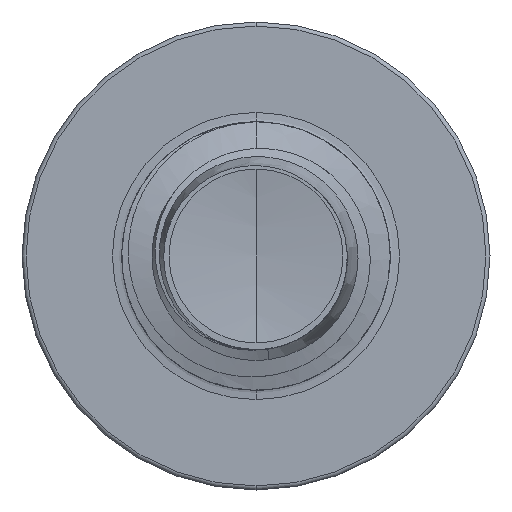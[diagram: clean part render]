
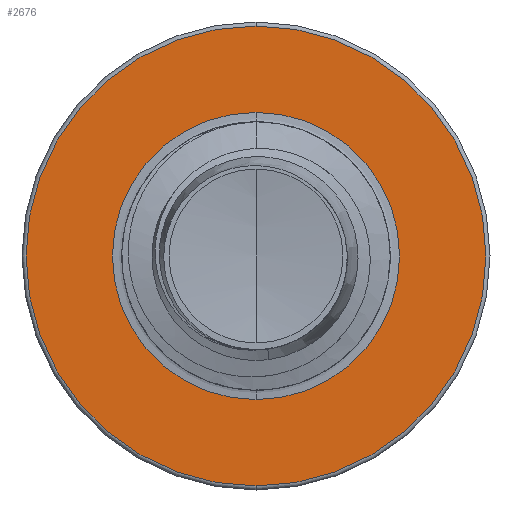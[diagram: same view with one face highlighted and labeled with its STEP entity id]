
A CAD part, front view. The second image highlights one B-rep face of the part: STEP entity #2676.
In plain terms, the highlighted planar face has unit normal (0, -1, 0).
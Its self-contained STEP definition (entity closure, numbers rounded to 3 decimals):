
#1881 = EDGE_CURVE ( 'NONE', #19082, #21822, #6046, .T. ) ;
#1923 = EDGE_CURVE ( 'NONE', #22938, #20160, #17185, .T. ) ;
#2676 = ADVANCED_FACE ( 'NONE', ( #17940, #18384 ), #15133, .F. ) ;
#2975 = ORIENTED_EDGE ( 'NONE', *, *, #1923, .F. ) ;
#3261 = AXIS2_PLACEMENT_3D ( 'NONE', #14875, #14873, #14840 ) ;
#5044 = CARTESIAN_POINT ( 'NONE',  ( 0., 7.5, 0. ) ) ;
#5068 = DIRECTION ( 'NONE',  ( 0., 1., 0. ) ) ;
#5107 = DIRECTION ( 'NONE',  ( 0., 0., 1. ) ) ;
#6046 = CIRCLE ( 'NONE', #7025, 1.872 ) ;
#6493 = CARTESIAN_POINT ( 'NONE',  ( 0., 7.5, -1.872 ) ) ;
#7025 = AXIS2_PLACEMENT_3D ( 'NONE', #10631, #10360, #10507 ) ;
#7196 = EDGE_CURVE ( 'NONE', #20160, #22938, #16859, .T. ) ;
#9377 = EDGE_CURVE ( 'NONE', #21822, #19082, #12056, .T. ) ;
#10360 = DIRECTION ( 'NONE',  ( 0., 1., 0. ) ) ;
#10507 = DIRECTION ( 'NONE',  ( 0., 0., 1. ) ) ;
#10631 = CARTESIAN_POINT ( 'NONE',  ( 0., 7.5, 0. ) ) ;
#11011 = ORIENTED_EDGE ( 'NONE', *, *, #9377, .T. ) ;
#12056 = CIRCLE ( 'NONE', #3261, 1.872 ) ;
#12315 = AXIS2_PLACEMENT_3D ( 'NONE', #20879, #20814, #20773 ) ;
#12975 = EDGE_LOOP ( 'NONE', ( #22145, #11011 ) ) ;
#13378 = ORIENTED_EDGE ( 'NONE', *, *, #7196, .F. ) ;
#14840 = DIRECTION ( 'NONE',  ( 0., 0., 1. ) ) ;
#14873 = DIRECTION ( 'NONE',  ( 0., 1., 0. ) ) ;
#14875 = CARTESIAN_POINT ( 'NONE',  ( 0., 7.5, 0. ) ) ;
#14928 = DIRECTION ( 'NONE',  ( 0., 0., 1. ) ) ;
#14989 = DIRECTION ( 'NONE',  ( 0., 1., 0. ) ) ;
#15133 = PLANE ( 'NONE',  #23152 ) ;
#15182 = CARTESIAN_POINT ( 'NONE',  ( 0., 7.5, -1.872 ) ) ;
#16859 = CIRCLE ( 'NONE', #12315, 2.998 ) ;
#17185 = CIRCLE ( 'NONE', #19750, 2.998 ) ;
#17940 = FACE_OUTER_BOUND ( 'NONE', #20686, .T. ) ;
#18384 = FACE_BOUND ( 'NONE', #12975, .T. ) ;
#19082 = VERTEX_POINT ( 'NONE', #20598 ) ;
#19434 = CARTESIAN_POINT ( 'NONE',  ( 0., 7.5, 2.998 ) ) ;
#19750 = AXIS2_PLACEMENT_3D ( 'NONE', #5044, #5068, #5107 ) ;
#20160 = VERTEX_POINT ( 'NONE', #19434 ) ;
#20598 = CARTESIAN_POINT ( 'NONE',  ( 0., 7.5, 1.872 ) ) ;
#20686 = EDGE_LOOP ( 'NONE', ( #13378, #2975 ) ) ;
#20773 = DIRECTION ( 'NONE',  ( 0., 0., 1. ) ) ;
#20814 = DIRECTION ( 'NONE',  ( 0., 1., 0. ) ) ;
#20879 = CARTESIAN_POINT ( 'NONE',  ( 0., 7.5, 0. ) ) ;
#21295 = CARTESIAN_POINT ( 'NONE',  ( 0., 7.5, -2.997 ) ) ;
#21822 = VERTEX_POINT ( 'NONE', #6493 ) ;
#22145 = ORIENTED_EDGE ( 'NONE', *, *, #1881, .T. ) ;
#22938 = VERTEX_POINT ( 'NONE', #21295 ) ;
#23152 = AXIS2_PLACEMENT_3D ( 'NONE', #15182, #14989, #14928 ) ;
